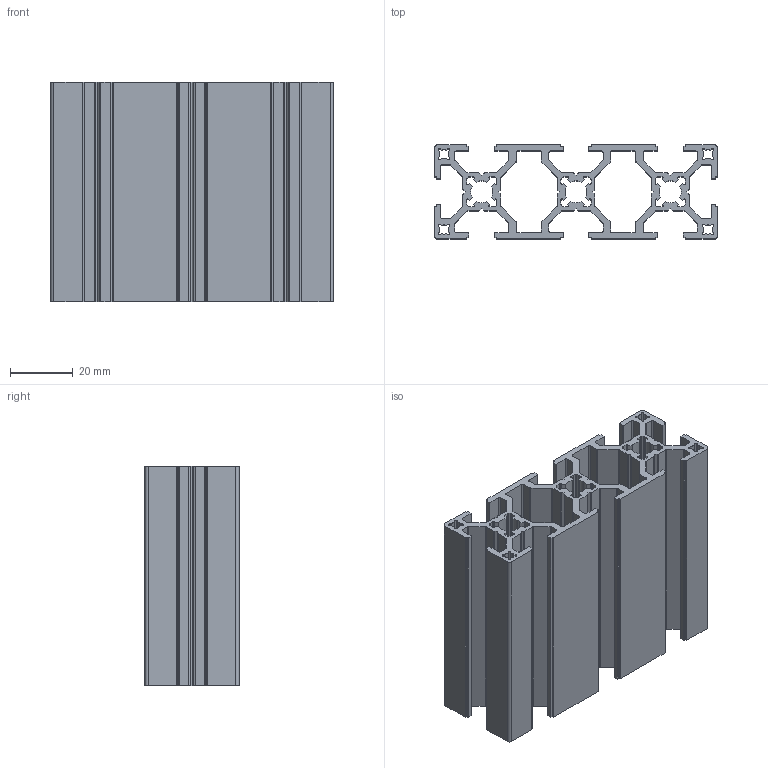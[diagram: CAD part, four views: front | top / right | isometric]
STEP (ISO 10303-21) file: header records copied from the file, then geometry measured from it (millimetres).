
FILE_DESCRIPTION (( 'STEP AP203' ), '1' );
FILE_NAME ('3090.step', '2023-05-12T09:13:25', ( '' ), ( '' ), 'SwSTEP 2.0', 'SolidWorks 2021', '' );
FILE_SCHEMA (( 'CONFIG_CONTROL_DESIGN' ));
Length unit declared in the file: millimetre
Products named in the file (1): 3090
Bounding box: 90 x 30 x 70 mm (x, y, z)
Volume: 55588.9 mm3; surface area: 60754.3 mm2
Topology: 1 solids, 1 shells, 617 faces, 1845 edges, 1230 vertices
Faces by surface type: plane 318, cylinder 299
Entity records: 21030 total; most frequent: CARTESIAN_POINT 3693, ORIENTED_EDGE 3690, DIRECTION 3679, EDGE_CURVE 1845, VECTOR 1247, LINE 1247, VERTEX_POINT 1230, AXIS2_PLACEMENT_3D 1216
